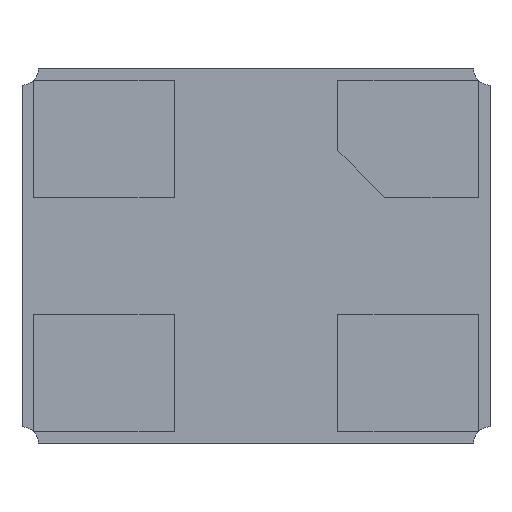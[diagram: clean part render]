
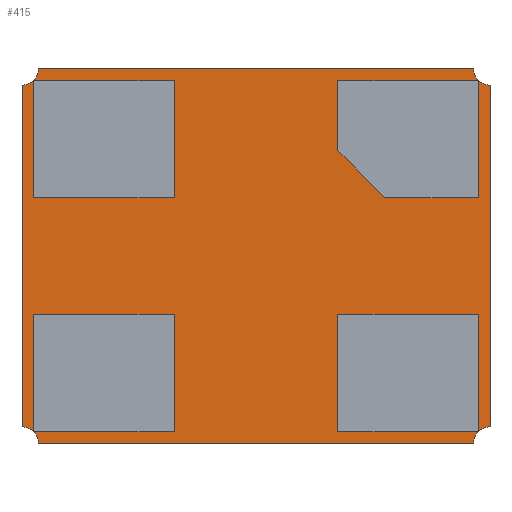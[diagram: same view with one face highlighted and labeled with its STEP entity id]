
A CAD part, front view. The second image highlights one B-rep face of the part: STEP entity #415.
In plain terms, the highlighted planar face has unit normal (0, -1, 0).
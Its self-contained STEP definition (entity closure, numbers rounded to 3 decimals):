
#66 = CARTESIAN_POINT ( 'NONE',  ( -1., 0.02, 0.8 ) ) ;
#90 = CARTESIAN_POINT ( 'NONE',  ( 1., 0.02, 0.8 ) ) ;
#125 = DIRECTION ( 'NONE',  ( 0., 0., 1. ) ) ;
#163 = DIRECTION ( 'NONE',  ( 0., -1., 0. ) ) ;
#186 = AXIS2_PLACEMENT_3D ( 'NONE', #66, #1163, #229 ) ;
#229 = DIRECTION ( 'NONE',  ( 0., 0., -1. ) ) ;
#235 = EDGE_CURVE ( 'NONE', #604, #909, #416, .T. ) ;
#248 = VERTEX_POINT ( 'NONE', #1288 ) ;
#257 = EDGE_CURVE ( 'NONE', #346, #248, #2019, .T. ) ;
#284 = EDGE_LOOP ( 'NONE', ( #332, #1629, #747, #1875, #1348, #2001, #919, #843 ) ) ;
#332 = ORIENTED_EDGE ( 'NONE', *, *, #1572, .F. ) ;
#333 = CARTESIAN_POINT ( 'NONE',  ( 1., 0.02, 0.73 ) ) ;
#346 = VERTEX_POINT ( 'NONE', #1196 ) ;
#412 = VECTOR ( 'NONE', #865, 1000. ) ;
#415 = ADVANCED_FACE ( 'NONE', ( #1410 ), #1974, .F. ) ;
#416 = LINE ( 'NONE', #672, #1621 ) ;
#516 = AXIS2_PLACEMENT_3D ( 'NONE', #1001, #1659, #125 ) ;
#520 = VERTEX_POINT ( 'NONE', #793 ) ;
#561 = CARTESIAN_POINT ( 'NONE',  ( -0.93, 0.02, -0.8 ) ) ;
#582 = AXIS2_PLACEMENT_3D ( 'NONE', #1920, #1913, #820 ) ;
#604 = VERTEX_POINT ( 'NONE', #1747 ) ;
#648 = LINE ( 'NONE', #1113, #1015 ) ;
#672 = CARTESIAN_POINT ( 'NONE',  ( -0.93, 0.02, -0.8 ) ) ;
#679 = CARTESIAN_POINT ( 'NONE',  ( 0.93, 0.02, 0.8 ) ) ;
#724 = CIRCLE ( 'NONE', #1521, 0.07 ) ;
#731 = CIRCLE ( 'NONE', #881, 0.07 ) ;
#747 = ORIENTED_EDGE ( 'NONE', *, *, #1101, .F. ) ;
#793 = CARTESIAN_POINT ( 'NONE',  ( -0.93, 0.02, 0.8 ) ) ;
#815 = DIRECTION ( 'NONE',  ( 1., 0., 0. ) ) ;
#820 = DIRECTION ( 'NONE',  ( 0., 0., -1. ) ) ;
#823 = VECTOR ( 'NONE', #815, 1000. ) ;
#843 = ORIENTED_EDGE ( 'NONE', *, *, #1106, .F. ) ;
#865 = DIRECTION ( 'NONE',  ( 0., 0., -1. ) ) ;
#881 = AXIS2_PLACEMENT_3D ( 'NONE', #90, #1024, #1965 ) ;
#909 = VERTEX_POINT ( 'NONE', #561 ) ;
#919 = ORIENTED_EDGE ( 'NONE', *, *, #1834, .F. ) ;
#923 = EDGE_CURVE ( 'NONE', #1782, #346, #731, .T. ) ;
#1001 = CARTESIAN_POINT ( 'NONE',  ( -1., 0.02, -0.8 ) ) ;
#1015 = VECTOR ( 'NONE', #1294, 1000. ) ;
#1024 = DIRECTION ( 'NONE',  ( 0., -1., 0. ) ) ;
#1092 = CARTESIAN_POINT ( 'NONE',  ( -1., 0.02, -0.8 ) ) ;
#1099 = CARTESIAN_POINT ( 'NONE',  ( -1., 0.02, 0.73 ) ) ;
#1101 = EDGE_CURVE ( 'NONE', #248, #604, #1846, .T. ) ;
#1106 = EDGE_CURVE ( 'NONE', #1699, #1223, #648, .T. ) ;
#1113 = CARTESIAN_POINT ( 'NONE',  ( -1., 0.02, 0.73 ) ) ;
#1125 = CARTESIAN_POINT ( 'NONE',  ( -1., 0.02, -0.73 ) ) ;
#1163 = DIRECTION ( 'NONE',  ( 0., -1., 0. ) ) ;
#1196 = CARTESIAN_POINT ( 'NONE',  ( 1., 0.02, 0.73 ) ) ;
#1223 = VERTEX_POINT ( 'NONE', #1099 ) ;
#1259 = DIRECTION ( 'NONE',  ( 0., 0., 1. ) ) ;
#1288 = CARTESIAN_POINT ( 'NONE',  ( 1., 0.02, -0.73 ) ) ;
#1294 = DIRECTION ( 'NONE',  ( 0., 0., 1. ) ) ;
#1348 = ORIENTED_EDGE ( 'NONE', *, *, #923, .F. ) ;
#1410 = FACE_OUTER_BOUND ( 'NONE', #284, .T. ) ;
#1450 = DIRECTION ( 'NONE',  ( -1., 0., 0. ) ) ;
#1521 = AXIS2_PLACEMENT_3D ( 'NONE', #1092, #163, #1259 ) ;
#1572 = EDGE_CURVE ( 'NONE', #909, #1699, #724, .T. ) ;
#1621 = VECTOR ( 'NONE', #1450, 1000. ) ;
#1629 = ORIENTED_EDGE ( 'NONE', *, *, #235, .F. ) ;
#1659 = DIRECTION ( 'NONE',  ( 0., 1., 0. ) ) ;
#1667 = LINE ( 'NONE', #1761, #823 ) ;
#1696 = EDGE_CURVE ( 'NONE', #520, #1782, #1667, .T. ) ;
#1699 = VERTEX_POINT ( 'NONE', #1125 ) ;
#1737 = CIRCLE ( 'NONE', #186, 0.07 ) ;
#1747 = CARTESIAN_POINT ( 'NONE',  ( 0.93, 0.02, -0.8 ) ) ;
#1761 = CARTESIAN_POINT ( 'NONE',  ( -0.93, 0.02, 0.8 ) ) ;
#1782 = VERTEX_POINT ( 'NONE', #679 ) ;
#1834 = EDGE_CURVE ( 'NONE', #1223, #520, #1737, .T. ) ;
#1846 = CIRCLE ( 'NONE', #582, 0.07 ) ;
#1875 = ORIENTED_EDGE ( 'NONE', *, *, #257, .F. ) ;
#1913 = DIRECTION ( 'NONE',  ( 0., -1., 0. ) ) ;
#1920 = CARTESIAN_POINT ( 'NONE',  ( 1., 0.02, -0.8 ) ) ;
#1965 = DIRECTION ( 'NONE',  ( 0., 0., 1. ) ) ;
#1974 = PLANE ( 'NONE',  #516 ) ;
#2001 = ORIENTED_EDGE ( 'NONE', *, *, #1696, .F. ) ;
#2019 = LINE ( 'NONE', #333, #412 ) ;
